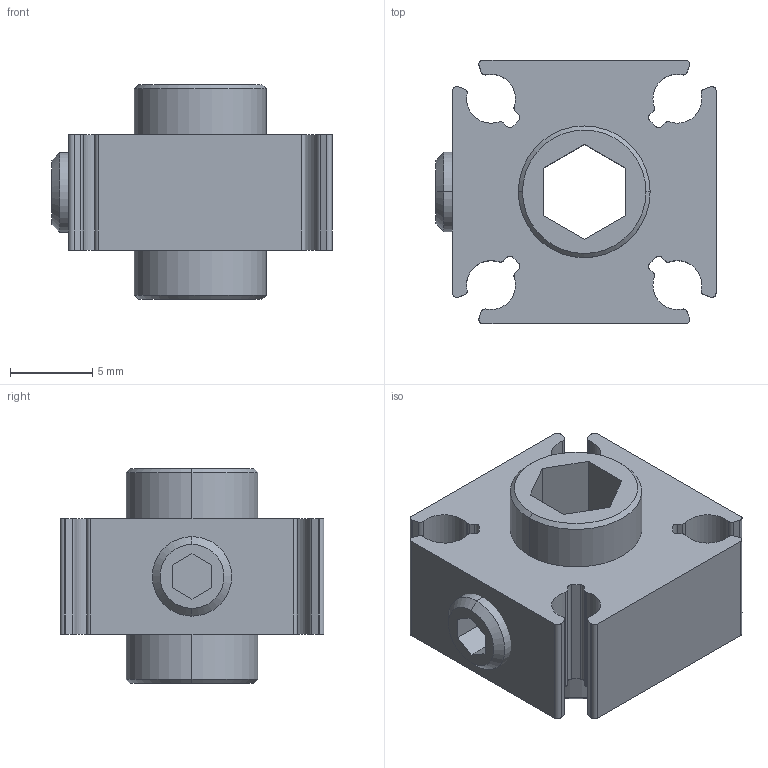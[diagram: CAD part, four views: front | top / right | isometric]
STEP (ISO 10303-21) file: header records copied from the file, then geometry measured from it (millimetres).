
FILE_DESCRIPTION (( 'STEP AP214' ), '1' );
FILE_NAME ('am-3670 5mm Double Boss Hex Nub wth Set Screw.STEP', '2017-07-21T16:56:52', ( '' ), ( '' ), 'SwSTEP 2.0', 'SolidWorks 2017', '' );
FILE_SCHEMA (( 'AUTOMOTIVE_DESIGN' ));
Length unit declared in the file: millimetre
Products named in the file (3): 10-32 x 0.25 Set Screw Cup Point; Double Boss 5mm hex Nub; am-3670 5mm Double Boss Hex Nub wth Set Screw
Assembly tree (2 placements, depth 2):
  am-3670 5mm Double Boss Hex Nub wth Set Screw
    Double Boss 5mm hex Nub
    10-32 x 0.25 Set Screw Cup Point
Bounding box: 17 x 16 x 13.05 mm (x, y, z)
Volume: 1547.6 mm3; surface area: 1601.4 mm2
Topology: 2 solids, 2 shells, 113 faces, 314 edges, 205 vertices
Faces by surface type: cylinder 60, plane 43, cone 10
Entity records: 3784 total; most frequent: DIRECTION 676, CARTESIAN_POINT 641, ORIENTED_EDGE 624, EDGE_CURVE 312, AXIS2_PLACEMENT_3D 248, VERTEX_POINT 205, LINE 180, VECTOR 180
